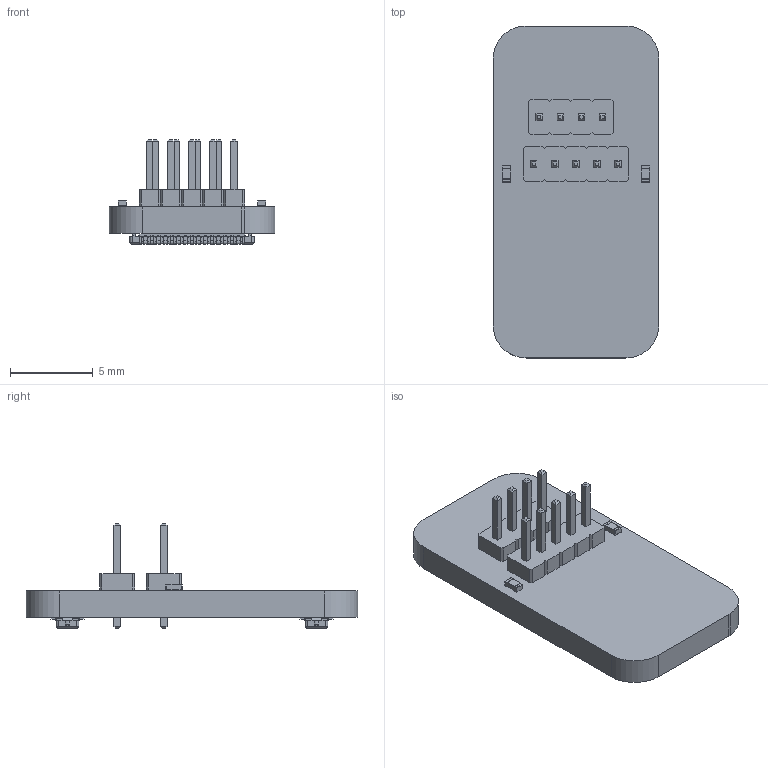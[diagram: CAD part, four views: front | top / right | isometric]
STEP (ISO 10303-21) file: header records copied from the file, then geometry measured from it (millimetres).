
FILE_DESCRIPTION(('KiCad electronic assembly'),'2;1');
FILE_NAME('2 connector Sensor Board.step','2024-12-27T22:40:07',( 'Pcbnew'),('Kicad'),'Open CASCADE STEP processor 7.6', 'KiCad to STEP converter','Unknown');
FILE_SCHEMA(('AUTOMOTIVE_DESIGN { 1 0 10303 214 1 1 1 1 }'));
Length unit declared in the file: millimetre
Products named in the file (10): 2 connector Sensor Board 1; PinHeader_1x05_P1.27mm_Vertical; PinHeader_1x05_P127mm_Vertical; R_0402_1005Metric; PinHeader_1x04_P1.27mm_Vertical; PinHeader_1x04_P127mm_Vertical; TE c-3-2363962-0-a-3d; C-3-2363962-0; 2 connector Sensor Board_PCB
Assembly tree (11 placements, depth 3):
  2 connector Sensor Board 1
    PinHeader_1x05_P1.27mm_Vertical
      PinHeader_1x05_P127mm_Vertical
    R_0402_1005Metric  x2
      R_0402_1005Metric
    PinHeader_1x04_P1.27mm_Vertical
      PinHeader_1x04_P127mm_Vertical
    TE c-3-2363962-0-a-3d  x2
      C-3-2363962-0
    2 connector Sensor Board_PCB
Bounding box: 10 x 20 x 6.3 mm (x, y, z)
Volume: 349.5 mm3; surface area: 750 mm2
Topology: 7 solids, 7 shells, 1958 faces, 5662 edges, 3736 vertices
Faces by surface type: plane 1473, cylinder 465, bspline 12, torus 8
Full cylindrical faces by diameter (mm): 0.65 x9
Entity records: 37541 total; most frequent: CARTESIAN_POINT 6556, ORIENTED_EDGE 6256, DIRECTION 5806, EDGE_CURVE 3128, LINE 2626, VECTOR 2626, VERTEX_POINT 2054, AXIS2_PLACEMENT_3D 1590
